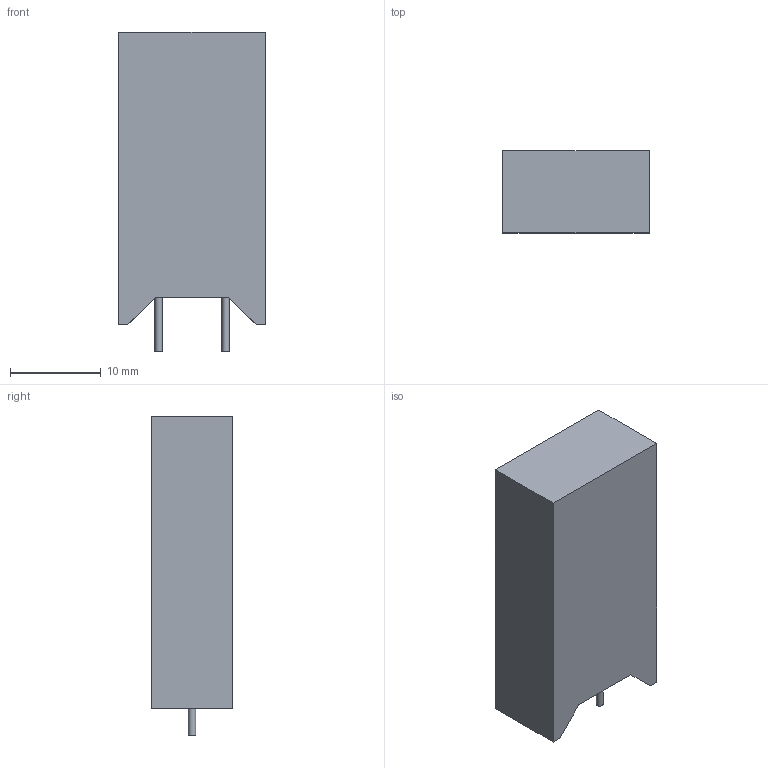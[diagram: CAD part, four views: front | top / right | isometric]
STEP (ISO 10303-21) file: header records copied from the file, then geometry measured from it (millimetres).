
FILE_DESCRIPTION(/* description */ ('model of R_Radial_Power_L16.1mm_W9.0mm_P7.37mm'),/* implementation_level */ '2;1');
FILE_NAME(/* name */ 'R_Radial_Power_L16.1mm_W9.0mm_P7.37mm.step',/* time_stamp */ '2017-10-31T21:39:40',/* author */ ('kicad StepUp','ksu'),/* organization */ ('FreeCAD'),/* preprocessor_version */ 'OCC',/* originating_system */ 'kicad StepUp',/* authorisation */ '');
FILE_SCHEMA(('AUTOMOTIVE_DESIGN_CC2 { 1 2 10303 214 -1 1 5 4 }'));
Length unit declared in the file: millimetre
Products named in the file (2): ASSEMBLY; R_Radial_Power_L161mm_W90mm_P737mm
Assembly tree (1 placements, depth 2):
  ASSEMBLY
    R_Radial_Power_L161mm_W90mm_P737mm
Bounding box: 16.1 x 9 x 35.2 mm (x, y, z)
Volume: 4372.1 mm3; surface area: 1892.1 mm2
Topology: 1 solids, 1 shells, 14 faces, 36 edges, 24 vertices
Faces by surface type: plane 12, cylinder 2
Full cylindrical faces by diameter (mm): 0.8 x2
Entity records: 557 total; most frequent: CARTESIAN_POINT 76, DIRECTION 76, ORIENTED_EDGE 72, EDGE_CURVE 36, LINE 28, VECTOR 28, AXIS2_PLACEMENT_3D 24, VERTEX_POINT 24
